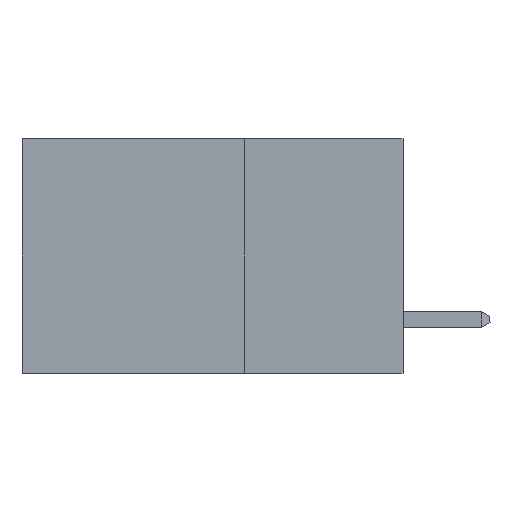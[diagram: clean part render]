
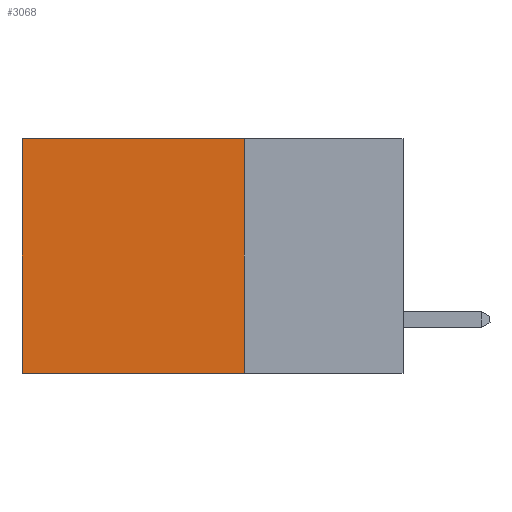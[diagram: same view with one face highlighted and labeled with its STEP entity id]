
A CAD part, left-side view. The second image highlights one B-rep face of the part: STEP entity #3068.
In plain terms, the highlighted planar face has unit normal (-1, 0, 0).
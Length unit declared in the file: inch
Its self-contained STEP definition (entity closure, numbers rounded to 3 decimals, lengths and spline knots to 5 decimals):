
#340 = EDGE_CURVE ( 'NONE', #9688, #6900, #4739, .T. ) ;
#1702 = CARTESIAN_POINT ( 'NONE',  ( 0.2875, 0.25, 0. ) ) ;
#2320 = VECTOR ( 'NONE', #17621, 39.37008 ) ;
#2416 = CARTESIAN_POINT ( 'NONE',  ( 0.2875, 0.6, 0. ) ) ;
#2964 = EDGE_CURVE ( 'NONE', #6900, #7608, #6147, .T. ) ;
#3068 = ADVANCED_FACE ( 'NONE', ( #11297 ), #14107, .F. ) ;
#3106 = DIRECTION ( 'NONE',  ( 0., 0., -1. ) ) ;
#3642 = DIRECTION ( 'NONE',  ( 0., 0., -1. ) ) ;
#3723 = CARTESIAN_POINT ( 'NONE',  ( 0.2875, 0.25, 0. ) ) ;
#4256 = EDGE_CURVE ( 'NONE', #9688, #6916, #6097, .T. ) ;
#4739 = LINE ( 'NONE', #3723, #11644 ) ;
#4742 = CARTESIAN_POINT ( 'NONE',  ( 0.2875, 0.6, 0. ) ) ;
#5114 = EDGE_CURVE ( 'NONE', #6916, #7608, #5604, .T. ) ;
#5604 = LINE ( 'NONE', #2416, #2320 ) ;
#6097 = LINE ( 'NONE', #15493, #12968 ) ;
#6147 = LINE ( 'NONE', #12475, #12587 ) ;
#6900 = VERTEX_POINT ( 'NONE', #14367 ) ;
#6916 = VERTEX_POINT ( 'NONE', #4742 ) ;
#7426 = EDGE_LOOP ( 'NONE', ( #7503, #12532, #9104, #10922 ) ) ;
#7503 = ORIENTED_EDGE ( 'NONE', *, *, #5114, .T. ) ;
#7608 = VERTEX_POINT ( 'NONE', #8907 ) ;
#8161 = AXIS2_PLACEMENT_3D ( 'NONE', #1702, #11397, #3106 ) ;
#8412 = DIRECTION ( 'NONE',  ( 0., 1., 0. ) ) ;
#8907 = CARTESIAN_POINT ( 'NONE',  ( 0.2875, 0.6, -0.37 ) ) ;
#9104 = ORIENTED_EDGE ( 'NONE', *, *, #340, .F. ) ;
#9688 = VERTEX_POINT ( 'NONE', #10834 ) ;
#10834 = CARTESIAN_POINT ( 'NONE',  ( 0.2875, 0.25, 0. ) ) ;
#10922 = ORIENTED_EDGE ( 'NONE', *, *, #4256, .T. ) ;
#11297 = FACE_OUTER_BOUND ( 'NONE', #7426, .T. ) ;
#11397 = DIRECTION ( 'NONE',  ( 1., 0., 0. ) ) ;
#11644 = VECTOR ( 'NONE', #3642, 39.37008 ) ;
#12475 = CARTESIAN_POINT ( 'NONE',  ( 0.2875, 0.25, -0.37 ) ) ;
#12532 = ORIENTED_EDGE ( 'NONE', *, *, #2964, .F. ) ;
#12587 = VECTOR ( 'NONE', #8412, 39.37008 ) ;
#12968 = VECTOR ( 'NONE', #16926, 39.37008 ) ;
#14107 = PLANE ( 'NONE',  #8161 ) ;
#14367 = CARTESIAN_POINT ( 'NONE',  ( 0.2875, 0.25, -0.37 ) ) ;
#15493 = CARTESIAN_POINT ( 'NONE',  ( 0.2875, 0.25, 0. ) ) ;
#16926 = DIRECTION ( 'NONE',  ( 0., 1., 0. ) ) ;
#17621 = DIRECTION ( 'NONE',  ( 0., 0., -1. ) ) ;
